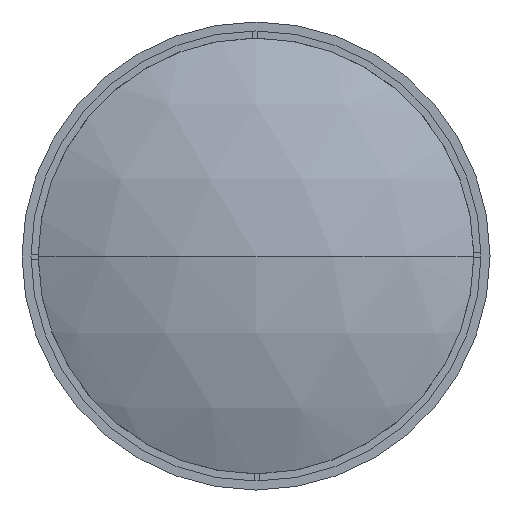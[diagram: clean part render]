
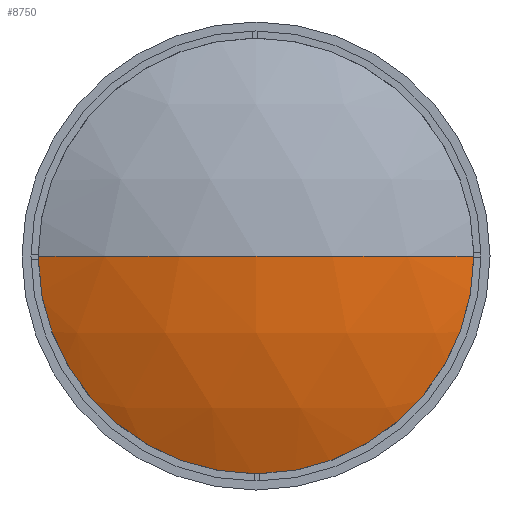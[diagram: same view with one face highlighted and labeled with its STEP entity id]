
A CAD part, left-side view. The second image highlights one B-rep face of the part: STEP entity #8750.
In plain terms, the highlighted spherical face has radius 144.52 mm.
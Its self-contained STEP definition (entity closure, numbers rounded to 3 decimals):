
#808 = DIRECTION ( 'NONE',  ( 0., 1., 0. ) ) ;
#1017 = EDGE_LOOP ( 'NONE', ( #7273, #10396, #16363 ) ) ;
#1365 = AXIS2_PLACEMENT_3D ( 'NONE', #15909, #8318, #808 ) ;
#2060 = SPHERICAL_SURFACE ( 'NONE', #15653, 144.52 ) ;
#2536 = AXIS2_PLACEMENT_3D ( 'NONE', #7131, #15982, #8393 ) ;
#3247 = EDGE_CURVE ( 'NONE', #7791, #10167, #13871, .T. ) ;
#3991 = DIRECTION ( 'NONE',  ( 0., 0., -1. ) ) ;
#4677 = CARTESIAN_POINT ( 'NONE',  ( 0., 0., 0. ) ) ;
#6440 = EDGE_CURVE ( 'NONE', #9630, #10167, #11919, .T. ) ;
#7053 = EDGE_CURVE ( 'NONE', #9630, #7791, #12703, .T. ) ;
#7131 = CARTESIAN_POINT ( 'NONE',  ( 144.52, 0., 0. ) ) ;
#7255 = DIRECTION ( 'NONE',  ( -1., 0., 0. ) ) ;
#7273 = ORIENTED_EDGE ( 'NONE', *, *, #7053, .T. ) ;
#7791 = VERTEX_POINT ( 'NONE', #12462 ) ;
#8318 = DIRECTION ( 'NONE',  ( 0., 0., -1. ) ) ;
#8393 = DIRECTION ( 'NONE',  ( 1., 0., 0. ) ) ;
#8732 = FACE_OUTER_BOUND ( 'NONE', #1017, .T. ) ;
#8750 = ADVANCED_FACE ( 'NONE', ( #8732 ), #2060, .T. ) ;
#9630 = VERTEX_POINT ( 'NONE', #10950 ) ;
#10167 = VERTEX_POINT ( 'NONE', #4677 ) ;
#10396 = ORIENTED_EDGE ( 'NONE', *, *, #3247, .T. ) ;
#10950 = CARTESIAN_POINT ( 'NONE',  ( 13.975, 62., 0. ) ) ;
#11477 = AXIS2_PLACEMENT_3D ( 'NONE', #14840, #7255, #16104 ) ;
#11534 = CARTESIAN_POINT ( 'NONE',  ( 144.52, 0., 0. ) ) ;
#11597 = DIRECTION ( 'NONE',  ( 0., 1., 0. ) ) ;
#11919 = CIRCLE ( 'NONE', #2536, 144.52 ) ;
#12462 = CARTESIAN_POINT ( 'NONE',  ( 13.975, -62., 0. ) ) ;
#12703 = CIRCLE ( 'NONE', #11477, 62. ) ;
#13871 = CIRCLE ( 'NONE', #1365, 144.52 ) ;
#14840 = CARTESIAN_POINT ( 'NONE',  ( 13.975, 0., 0. ) ) ;
#15653 = AXIS2_PLACEMENT_3D ( 'NONE', #11534, #3991, #11597 ) ;
#15909 = CARTESIAN_POINT ( 'NONE',  ( 144.52, 0., 0. ) ) ;
#15982 = DIRECTION ( 'NONE',  ( 0., 0., 1. ) ) ;
#16104 = DIRECTION ( 'NONE',  ( 0., 0., 1. ) ) ;
#16363 = ORIENTED_EDGE ( 'NONE', *, *, #6440, .F. ) ;
